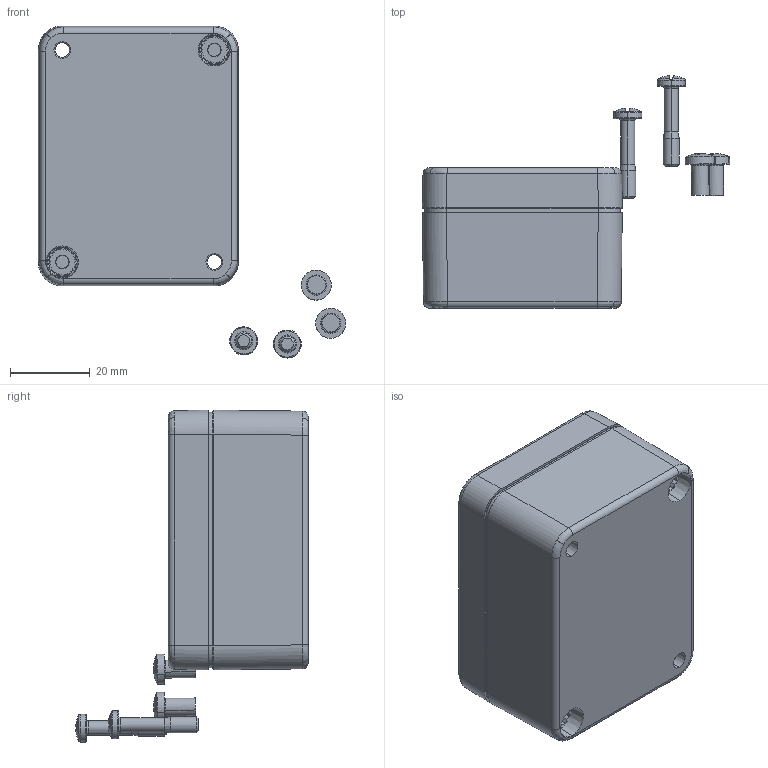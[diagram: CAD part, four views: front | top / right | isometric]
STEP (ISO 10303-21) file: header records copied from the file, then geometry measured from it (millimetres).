
FILE_DESCRIPTION(('FreeCAD Model'),'2;1');
FILE_NAME('655035.STEP', '2026-03-24T15:06:46',('Author'),(''), 'Open CASCADE STEP processor 7.3','FreeCAD','Unknown');
FILE_SCHEMA(('AUTOMOTIVE_DESIGN { 1 0 10303 214 1 1 1 1 }'));
Length unit declared in the file: millimetre
Products named in the file (9): 655035; 32902_Standard; 51004_Standard; 93214_WN1442_D4,5x7,009; 5200.008.0_Standard001; 31902_Standard001; 31090-Einpressbuchse_Standard001; 31902_Standard; 82007_eingebaut_im_Deckel_Typ_0505_04
Assembly tree (11 placements, depth 3):
  655035
    32902_Standard
    51004_Standard
      93214_WN1442_D4,5x7,009  x2
      5200.008.0_Standard001  x2
    31902_Standard001
      31090-Einpressbuchse_Standard001  x2
      31902_Standard
    82007_eingebaut_im_Deckel_Typ_0505_04
Bounding box: 76.83 x 58.12 x 83 mm (x, y, z)
Volume: 36502.5 mm3; surface area: 32287.5 mm2
Topology: 9 solids, 9 shells, 933 faces, 2245 edges, 1350 vertices
Faces by surface type: plane 361, cylinder 215, bspline 195, cone 102, torus 52, revolution 4, sphere 4
Entity records: 32028 total; most frequent: CARTESIAN_POINT 14434, ORIENTED_EDGE 3766, DIRECTION 3254, EDGE_CURVE 1883, AXIS2_PLACEMENT_3D 1184, VERTEX_POINT 1120, LINE 884, VECTOR 884
